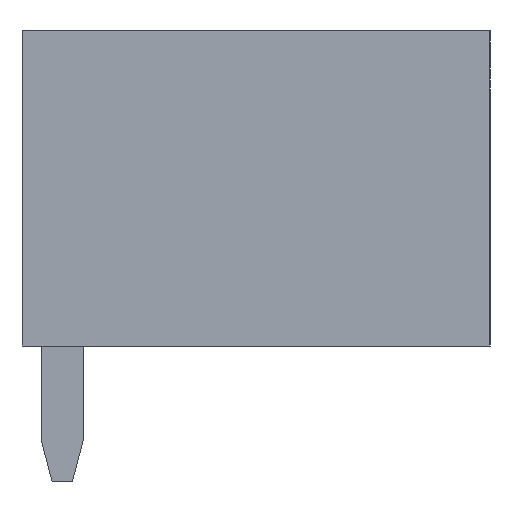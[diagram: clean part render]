
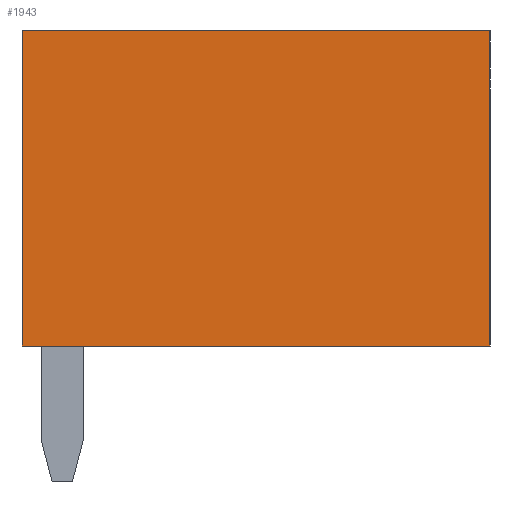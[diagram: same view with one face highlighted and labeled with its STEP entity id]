
A CAD part, left-side view. The second image highlights one B-rep face of the part: STEP entity #1943.
In plain terms, the highlighted planar face has unit normal (-1, 0, 0).
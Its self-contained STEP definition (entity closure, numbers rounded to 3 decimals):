
#1904=CARTESIAN_POINT('',(-5.95,-10.653,-0.373));
#1905=DIRECTION('',(1.0,0.0,0.0));
#1906=DIRECTION('',(0.0,1.0,0.0));
#1907=AXIS2_PLACEMENT_3D('',#1904,#1905,#1906);
#1908=PLANE('',#1907);
#1909=CARTESIAN_POINT('',(-5.95,0.95,0.));
#1910=VERTEX_POINT('',#1909);
#1911=CARTESIAN_POINT('',(-5.95,0.95,7.45));
#1912=VERTEX_POINT('',#1911);
#1913=CARTESIAN_POINT('',(-5.95,0.95,0.));
#1914=DIRECTION('',(0.0,0.0,1.0));
#1915=VECTOR('',#1914,7.45);
#1916=LINE('',#1913,#1915);
#1917=EDGE_CURVE('',#1910,#1912,#1916,.T.);
#1918=ORIENTED_EDGE('',*,*,#1917,.F.);
#1919=CARTESIAN_POINT('',(-5.95,-10.1,0.));
#1920=VERTEX_POINT('',#1919);
#1921=CARTESIAN_POINT('',(-5.95,-10.1,0.));
#1922=DIRECTION('',(0.0,1.0,0.0));
#1923=VECTOR('',#1922,11.05);
#1924=LINE('',#1921,#1923);
#1925=EDGE_CURVE('',#1920,#1910,#1924,.T.);
#1926=ORIENTED_EDGE('',*,*,#1925,.F.);
#1927=CARTESIAN_POINT('',(-5.95,-10.1,7.45));
#1928=VERTEX_POINT('',#1927);
#1929=CARTESIAN_POINT('',(-5.95,-10.1,7.45));
#1930=DIRECTION('',(0.0,0.0,-1.0));
#1931=VECTOR('',#1930,7.45);
#1932=LINE('',#1929,#1931);
#1933=EDGE_CURVE('',#1928,#1920,#1932,.T.);
#1934=ORIENTED_EDGE('',*,*,#1933,.F.);
#1935=CARTESIAN_POINT('',(-5.95,0.95,7.45));
#1936=DIRECTION('',(0.0,-1.0,0.0));
#1937=VECTOR('',#1936,11.05);
#1938=LINE('',#1935,#1937);
#1939=EDGE_CURVE('',#1912,#1928,#1938,.T.);
#1940=ORIENTED_EDGE('',*,*,#1939,.F.);
#1941=EDGE_LOOP('',(#1918,#1926,#1934,#1940));
#1942=FACE_OUTER_BOUND('',#1941,.T.);
#1943=ADVANCED_FACE('',(#1942),#1908,.F.);
